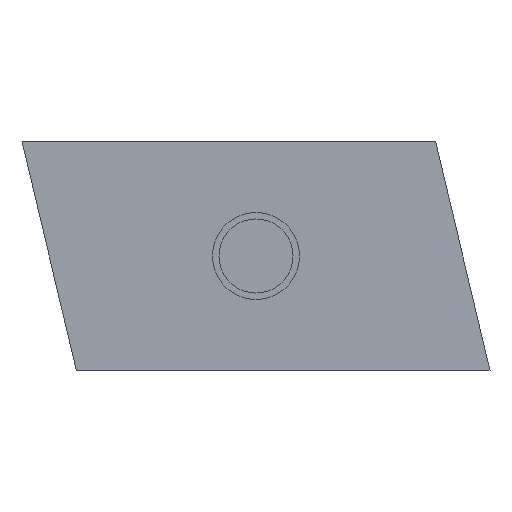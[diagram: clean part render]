
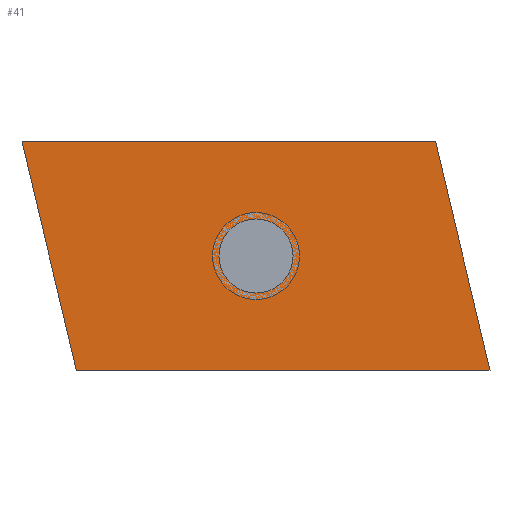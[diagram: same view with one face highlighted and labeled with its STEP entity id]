
A CAD part, front view. The second image highlights one B-rep face of the part: STEP entity #41.
In plain terms, the highlighted planar face has unit normal (0, -1, 0).
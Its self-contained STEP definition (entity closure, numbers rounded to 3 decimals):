
#3 = DIRECTION ( 'NONE',  ( 0., 0., 1. ) ) ;
#25 = VERTEX_POINT ( 'NONE', #715 ) ;
#36 = CARTESIAN_POINT ( 'NONE',  ( 0., 0., 0. ) ) ;
#41 = ADVANCED_FACE ( 'NONE', ( #916, #366 ), #161, .F. ) ;
#42 = EDGE_CURVE ( 'NONE', #242, #876, #1180, .T. ) ;
#114 = AXIS2_PLACEMENT_3D ( 'NONE', #600, #1329, #691 ) ;
#133 = ORIENTED_EDGE ( 'NONE', *, *, #1342, .F. ) ;
#135 = CARTESIAN_POINT ( 'NONE',  ( 0., 0., 0. ) ) ;
#154 = ORIENTED_EDGE ( 'NONE', *, *, #959, .F. ) ;
#161 = PLANE ( 'NONE',  #188 ) ;
#188 = AXIS2_PLACEMENT_3D ( 'NONE', #36, #595, #274 ) ;
#197 = LINE ( 'NONE', #1224, #1247 ) ;
#215 = VECTOR ( 'NONE', #740, 1000. ) ;
#242 = VERTEX_POINT ( 'NONE', #362 ) ;
#250 = AXIS2_PLACEMENT_3D ( 'NONE', #135, #776, #3 ) ;
#254 = EDGE_CURVE ( 'NONE', #876, #242, #1264, .T. ) ;
#274 = DIRECTION ( 'NONE',  ( 0., 0., 1. ) ) ;
#343 = EDGE_LOOP ( 'NONE', ( #467, #133, #874, #154 ) ) ;
#362 = CARTESIAN_POINT ( 'NONE',  ( 0., 0., -3.4 ) ) ;
#366 = FACE_OUTER_BOUND ( 'NONE', #343, .T. ) ;
#419 = CARTESIAN_POINT ( 'NONE',  ( -21.5, 0., 10.5 ) ) ;
#467 = ORIENTED_EDGE ( 'NONE', *, *, #854, .F. ) ;
#493 = EDGE_LOOP ( 'NONE', ( #980, #1270 ) ) ;
#514 = DIRECTION ( 'NONE',  ( 1., 0., 0. ) ) ;
#525 = VERTEX_POINT ( 'NONE', #1160 ) ;
#561 = VERTEX_POINT ( 'NONE', #419 ) ;
#595 = DIRECTION ( 'NONE',  ( 0., 1., 0. ) ) ;
#600 = CARTESIAN_POINT ( 'NONE',  ( 0., 0., 0. ) ) ;
#656 = VECTOR ( 'NONE', #1251, 1000. ) ;
#691 = DIRECTION ( 'NONE',  ( 0., 0., 1. ) ) ;
#715 = CARTESIAN_POINT ( 'NONE',  ( 21.5, 0., -10.5 ) ) ;
#740 = DIRECTION ( 'NONE',  ( -0.232, 0., 0.973 ) ) ;
#770 = CARTESIAN_POINT ( 'NONE',  ( 21.5, 0., -10.5 ) ) ;
#776 = DIRECTION ( 'NONE',  ( 0., 1., 0. ) ) ;
#854 = EDGE_CURVE ( 'NONE', #892, #561, #953, .T. ) ;
#857 = CARTESIAN_POINT ( 'NONE',  ( 0., 0., 3.4 ) ) ;
#874 = ORIENTED_EDGE ( 'NONE', *, *, #1009, .F. ) ;
#876 = VERTEX_POINT ( 'NONE', #857 ) ;
#892 = VERTEX_POINT ( 'NONE', #958 ) ;
#916 = FACE_BOUND ( 'NONE', #493, .T. ) ;
#938 = LINE ( 'NONE', #770, #656 ) ;
#953 = LINE ( 'NONE', #1376, #215 ) ;
#958 = CARTESIAN_POINT ( 'NONE',  ( -16.5, 0., -10.5 ) ) ;
#959 = EDGE_CURVE ( 'NONE', #561, #525, #197, .T. ) ;
#980 = ORIENTED_EDGE ( 'NONE', *, *, #254, .T. ) ;
#1000 = CARTESIAN_POINT ( 'NONE',  ( -16.5, 0., -10.5 ) ) ;
#1009 = EDGE_CURVE ( 'NONE', #525, #25, #938, .T. ) ;
#1089 = VECTOR ( 'NONE', #1336, 1000. ) ;
#1160 = CARTESIAN_POINT ( 'NONE',  ( 16.5, 0., 10.5 ) ) ;
#1180 = CIRCLE ( 'NONE', #114, 3.4 ) ;
#1224 = CARTESIAN_POINT ( 'NONE',  ( -21.5, 0., 10.5 ) ) ;
#1247 = VECTOR ( 'NONE', #514, 1000. ) ;
#1251 = DIRECTION ( 'NONE',  ( 0.232, 0., -0.973 ) ) ;
#1264 = CIRCLE ( 'NONE', #250, 3.4 ) ;
#1270 = ORIENTED_EDGE ( 'NONE', *, *, #42, .T. ) ;
#1329 = DIRECTION ( 'NONE',  ( 0., 1., 0. ) ) ;
#1336 = DIRECTION ( 'NONE',  ( -1., 0., 0. ) ) ;
#1342 = EDGE_CURVE ( 'NONE', #25, #892, #1379, .T. ) ;
#1376 = CARTESIAN_POINT ( 'NONE',  ( -16.5, 0., -10.5 ) ) ;
#1379 = LINE ( 'NONE', #1000, #1089 ) ;
